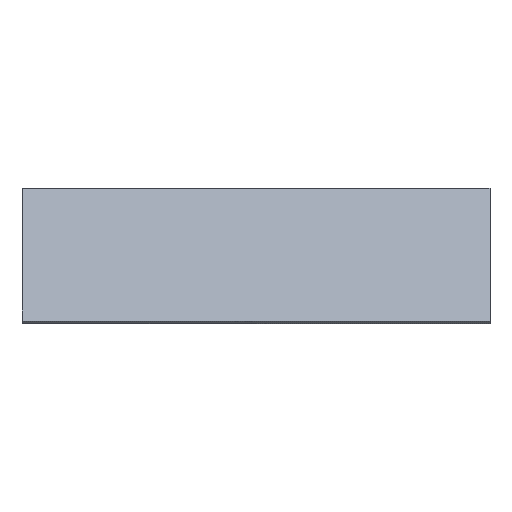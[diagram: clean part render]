
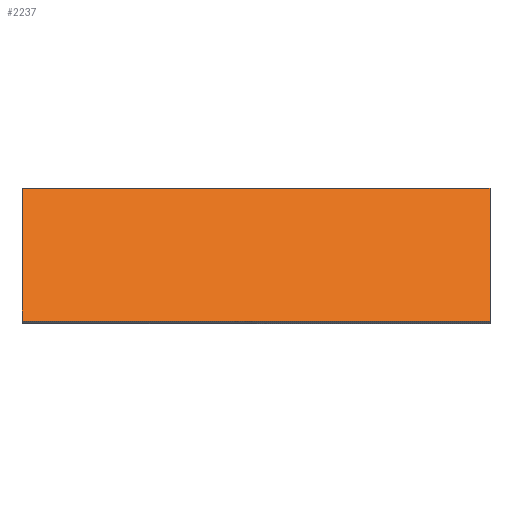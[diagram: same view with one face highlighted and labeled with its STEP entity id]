
A CAD part, top view. The second image highlights one B-rep face of the part: STEP entity #2237.
In plain terms, the highlighted planar face has unit normal (0, 0.469, 0.883).
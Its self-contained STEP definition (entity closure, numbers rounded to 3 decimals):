
#57 = CARTESIAN_POINT ( 'NONE',  ( 56.5, -1.114, 22.854 ) ) ;
#78 = CARTESIAN_POINT ( 'NONE',  ( 56.5, 0., 22.262 ) ) ;
#90 = VERTEX_POINT ( 'NONE', #658 ) ;
#124 = LINE ( 'NONE', #1434, #1329 ) ;
#191 = VERTEX_POINT ( 'NONE', #735 ) ;
#265 = DIRECTION ( 'NONE',  ( 0., 0.883, -0.469 ) ) ;
#282 = EDGE_CURVE ( 'NONE', #2156, #191, #2090, .T. ) ;
#314 = ORIENTED_EDGE ( 'NONE', *, *, #2212, .T. ) ;
#366 = CARTESIAN_POINT ( 'NONE',  ( 56.5, -32.14, 39.351 ) ) ;
#388 = EDGE_CURVE ( 'NONE', #90, #2521, #1989, .T. ) ;
#537 = CARTESIAN_POINT ( 'NONE',  ( -56.5, -1.114, 22.854 ) ) ;
#592 = CARTESIAN_POINT ( 'NONE',  ( -56.5, -0.796, 22.685 ) ) ;
#597 = VECTOR ( 'NONE', #1923, 1000. ) ;
#604 = VECTOR ( 'NONE', #1625, 1000. ) ;
#623 = VERTEX_POINT ( 'NONE', #2484 ) ;
#658 = CARTESIAN_POINT ( 'NONE',  ( -56.5, -32.14, 39.351 ) ) ;
#664 = CARTESIAN_POINT ( 'NONE',  ( 0., 9.078, 17.435 ) ) ;
#733 = CARTESIAN_POINT ( 'NONE',  ( -56.5, 9.078, 17.435 ) ) ;
#735 = CARTESIAN_POINT ( 'NONE',  ( 56.5, -32.14, 39.351 ) ) ;
#826 = AXIS2_PLACEMENT_3D ( 'NONE', #664, #1638, #1821 ) ;
#936 = LINE ( 'NONE', #57, #1970 ) ;
#1001 = FACE_OUTER_BOUND ( 'NONE', #1851, .T. ) ;
#1269 = ORIENTED_EDGE ( 'NONE', *, *, #1622, .F. ) ;
#1329 = VECTOR ( 'NONE', #2455, 1000. ) ;
#1354 = ORIENTED_EDGE ( 'NONE', *, *, #388, .F. ) ;
#1434 = CARTESIAN_POINT ( 'NONE',  ( 0., 0., 22.262 ) ) ;
#1539 = ORIENTED_EDGE ( 'NONE', *, *, #1768, .T. ) ;
#1622 = EDGE_CURVE ( 'NONE', #191, #90, #1678, .T. ) ;
#1625 = DIRECTION ( 'NONE',  ( -1., 0., 0. ) ) ;
#1626 = ORIENTED_EDGE ( 'NONE', *, *, #2360, .F. ) ;
#1638 = DIRECTION ( 'NONE',  ( 0., 0.469, 0.883 ) ) ;
#1647 = CARTESIAN_POINT ( 'NONE',  ( -56.5, -32.14, 39.351 ) ) ;
#1678 = LINE ( 'NONE', #1647, #604 ) ;
#1768 = EDGE_CURVE ( 'NONE', #2156, #1770, #936, .T. ) ;
#1770 = VERTEX_POINT ( 'NONE', #78 ) ;
#1787 = DIRECTION ( 'NONE',  ( 0., -0.883, 0.469 ) ) ;
#1821 = DIRECTION ( 'NONE',  ( 0., -0.883, 0.469 ) ) ;
#1851 = EDGE_LOOP ( 'NONE', ( #2595, #1539, #314, #1626, #1354, #1269 ) ) ;
#1861 = PLANE ( 'NONE',  #826 ) ;
#1923 = DIRECTION ( 'NONE',  ( 0., 0.883, -0.469 ) ) ;
#1970 = VECTOR ( 'NONE', #265, 1000. ) ;
#1989 = LINE ( 'NONE', #592, #2504 ) ;
#2090 = LINE ( 'NONE', #366, #2284 ) ;
#2156 = VERTEX_POINT ( 'NONE', #2260 ) ;
#2212 = EDGE_CURVE ( 'NONE', #1770, #623, #124, .T. ) ;
#2222 = DIRECTION ( 'NONE',  ( 0., 0.883, -0.469 ) ) ;
#2237 = ADVANCED_FACE ( 'NONE', ( #1001 ), #1861, .T. ) ;
#2260 = CARTESIAN_POINT ( 'NONE',  ( 56.5, -1.114, 22.854 ) ) ;
#2284 = VECTOR ( 'NONE', #1787, 1000. ) ;
#2360 = EDGE_CURVE ( 'NONE', #2521, #623, #2366, .T. ) ;
#2366 = LINE ( 'NONE', #733, #597 ) ;
#2455 = DIRECTION ( 'NONE',  ( -1., 0., 0. ) ) ;
#2484 = CARTESIAN_POINT ( 'NONE',  ( -56.5, 0., 22.262 ) ) ;
#2504 = VECTOR ( 'NONE', #2222, 1000. ) ;
#2521 = VERTEX_POINT ( 'NONE', #537 ) ;
#2595 = ORIENTED_EDGE ( 'NONE', *, *, #282, .F. ) ;
